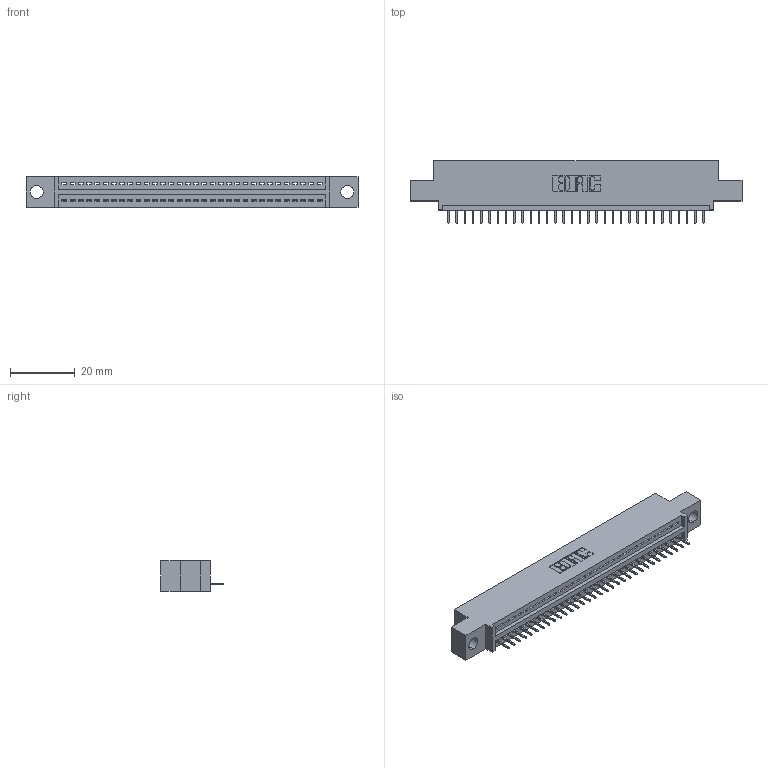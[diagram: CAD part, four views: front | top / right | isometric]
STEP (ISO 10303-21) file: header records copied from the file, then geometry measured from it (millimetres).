
FILE_DESCRIPTION (( 'STEP AP203' ), '1' );
FILE_NAME ('395-032-524-404.STEP', '2019-10-19T14:12:55', ( '' ), ( '' ), 'SwSTEP 2.0', 'SolidWorks 2016', '' );
FILE_SCHEMA (( 'CONFIG_CONTROL_DESIGN' ));
Length unit declared in the file: inch
Products named in the file (3): 395-032-524-404; 345 Part_0.110 Offset - 0.156 Dia-TH; 345-292-001_345-293-124
Assembly tree (33 placements, depth 2):
  395-032-524-404
    345 Part_0.110 Offset - 0.156 Dia-TH
    345-292-001_345-293-124  x32
Bounding box: 102.49 x 19.35 x 9.4 mm (x, y, z)
Volume: 9365 mm3; surface area: 11795.7 mm2
Topology: 33 solids, 33 shells, 2114 faces, 6113 edges, 3946 vertices
Faces by surface type: plane 1556, cylinder 558
Entity records: 25639 total; most frequent: CARTESIAN_POINT 4448, ORIENTED_EDGE 4414, DIRECTION 3899, EDGE_CURVE 2207, VECTOR 1951, LINE 1951, VERTEX_POINT 1466, AXIS2_PLACEMENT_3D 974
